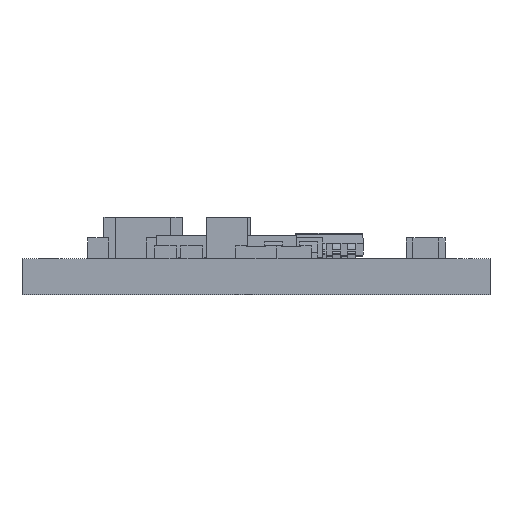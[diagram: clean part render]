
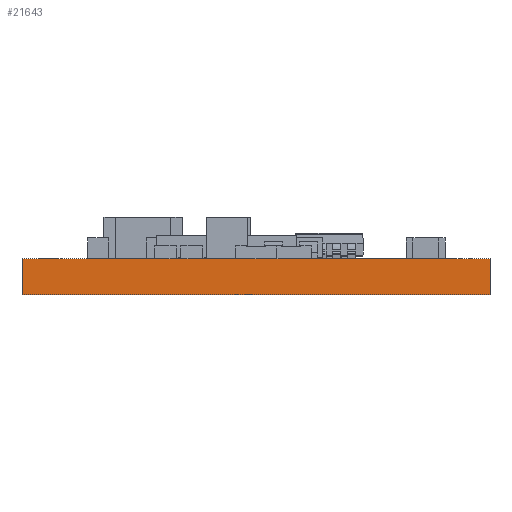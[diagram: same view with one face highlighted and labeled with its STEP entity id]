
A CAD part, front view. The second image highlights one B-rep face of the part: STEP entity #21643.
In plain terms, the highlighted planar face has unit normal (0, -1, 0).
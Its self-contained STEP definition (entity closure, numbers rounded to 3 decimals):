
#937 = EDGE_LOOP ( 'NONE', ( #20258, #24550, #24628, #23235 ) ) ;
#1606 = FACE_OUTER_BOUND ( 'NONE', #937, .T. ) ;
#1801 = VECTOR ( 'NONE', #10694, 1000. ) ;
#2977 = LINE ( 'NONE', #37078, #18888 ) ;
#3076 = CARTESIAN_POINT ( 'NONE',  ( 0., 0., 0. ) ) ;
#3741 = EDGE_CURVE ( 'NONE', #25394, #11297, #23172, .T. ) ;
#9881 = CARTESIAN_POINT ( 'NONE',  ( 0., 0., 0. ) ) ;
#10694 = DIRECTION ( 'NONE',  ( 1., 0., 0. ) ) ;
#11297 = VERTEX_POINT ( 'NONE', #54351 ) ;
#13463 = LINE ( 'NONE', #9881, #41253 ) ;
#18888 = VECTOR ( 'NONE', #44864, 1000. ) ;
#19596 = CARTESIAN_POINT ( 'NONE',  ( 0., 0., 1.575 ) ) ;
#20258 = ORIENTED_EDGE ( 'NONE', *, *, #24399, .T. ) ;
#21143 = CARTESIAN_POINT ( 'NONE',  ( 20.32, 0., 1.575 ) ) ;
#21643 = ADVANCED_FACE ( 'NONE', ( #1606 ), #52539, .F. ) ;
#23172 = LINE ( 'NONE', #19596, #1801 ) ;
#23235 = ORIENTED_EDGE ( 'NONE', *, *, #40941, .T. ) ;
#24399 = EDGE_CURVE ( 'NONE', #48549, #40304, #13463, .T. ) ;
#24550 = ORIENTED_EDGE ( 'NONE', *, *, #47763, .F. ) ;
#24628 = ORIENTED_EDGE ( 'NONE', *, *, #3741, .F. ) ;
#24761 = CARTESIAN_POINT ( 'NONE',  ( 0., 0., 1.575 ) ) ;
#25394 = VERTEX_POINT ( 'NONE', #24761 ) ;
#26745 = DIRECTION ( 'NONE',  ( 1., 0., 0. ) ) ;
#29107 = LINE ( 'NONE', #21143, #44643 ) ;
#35420 = DIRECTION ( 'NONE',  ( 0., 0., 1. ) ) ;
#35708 = AXIS2_PLACEMENT_3D ( 'NONE', #48181, #53104, #35420 ) ;
#36113 = CARTESIAN_POINT ( 'NONE',  ( 20.32, 0., 0. ) ) ;
#37078 = CARTESIAN_POINT ( 'NONE',  ( 0., 0., 1.575 ) ) ;
#40304 = VERTEX_POINT ( 'NONE', #36113 ) ;
#40941 = EDGE_CURVE ( 'NONE', #25394, #48549, #2977, .T. ) ;
#41253 = VECTOR ( 'NONE', #26745, 1000. ) ;
#44643 = VECTOR ( 'NONE', #46075, 1000. ) ;
#44864 = DIRECTION ( 'NONE',  ( 0., 0., -1. ) ) ;
#46075 = DIRECTION ( 'NONE',  ( 0., 0., -1. ) ) ;
#47763 = EDGE_CURVE ( 'NONE', #11297, #40304, #29107, .T. ) ;
#48181 = CARTESIAN_POINT ( 'NONE',  ( 0., 0., 1.575 ) ) ;
#48549 = VERTEX_POINT ( 'NONE', #3076 ) ;
#52539 = PLANE ( 'NONE',  #35708 ) ;
#53104 = DIRECTION ( 'NONE',  ( 0., 1., 0. ) ) ;
#54351 = CARTESIAN_POINT ( 'NONE',  ( 20.32, 0., 1.575 ) ) ;
